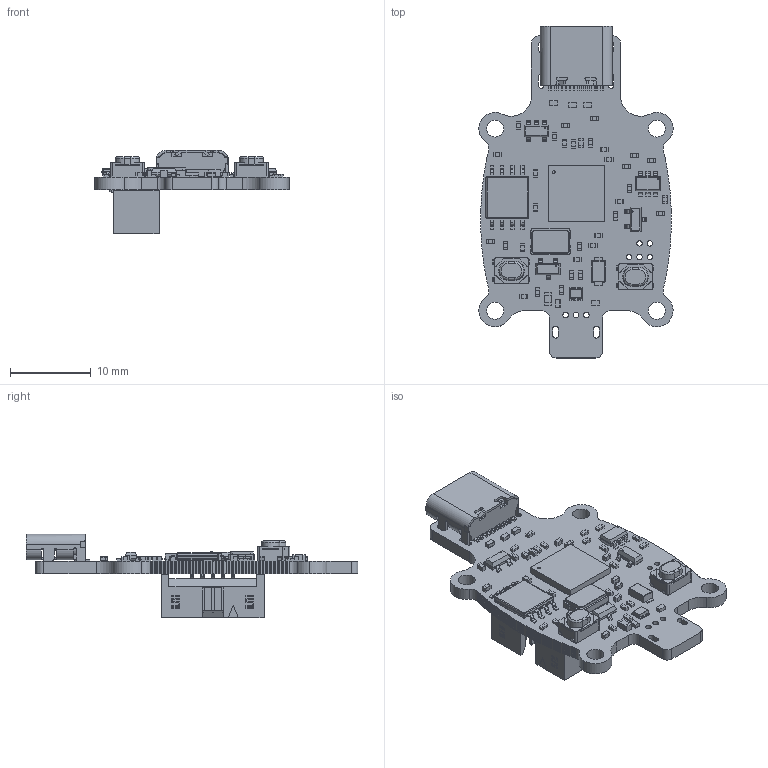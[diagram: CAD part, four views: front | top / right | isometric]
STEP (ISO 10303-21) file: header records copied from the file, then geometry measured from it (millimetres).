
FILE_DESCRIPTION(('Open CASCADE Model'),'2;1');
FILE_NAME('Open CASCADE Shape Model','2021-12-21T18:54:11',('Author'),( 'Open CASCADE'),'Open CASCADE STEP processor 6.8','Open CASCADE 6.8' ,'Unknown');
FILE_SCHEMA(('AUTOMOTIVE_DESIGN { 1 0 10303 214 1 1 1 1 }'));
Length unit declared in the file: millimetre
Products named in the file (90): PCB; Board; Open CASCADE STEP translator 6.8 3.1.1; U3; MSRC-RP2040; R15; 6088929808; Extruded; 6088929968; R10; J4; SHF-105-01-X-D-SM; T-1S71-XX-X_-01_[ESHF_-SM]; SHF-XX-D-LC_10_Position; FB1; 6088928048; 6088927888; D7; MSRC-Nexperia_SOT23; SW2; MSRC-UK-B0267-SP25Y; SW1; Q2; MSRC-SOT23; D3; MSRC-ON_SEMI_SOD123FL; D8; MSRC-RCLAMP0521P-N_v2; D6; D5; D4; MSRC-TZ-P4-1615RGBTCA1-0.55T_RGB8421504; D2; D1; U2; MSFT_TI_TPS61070DDCR; Model; X1; MSRC-TXC-Corp-7A12000053; U4 ...
Assembly tree (196 placements, depth 4):
  PCB
    Board
      Open CASCADE STEP translator 6.8 3.1.1
    U3
      MSRC-RP2040
    R15
      6088929808  x2
        Extruded
      6088929968
        Extruded
    R10
      6088929808  x2
        Extruded
      6088929968
        Extruded
    J4
      SHF-105-01-X-D-SM
        T-1S71-XX-X_-01_[ESHF_-SM]  x10
        SHF-XX-D-LC_10_Position
    FB1
      6088928048
        Extruded
      6088927888  x2
        Extruded
    D7
      MSRC-Nexperia_SOT23
    SW2
      MSRC-UK-B0267-SP25Y
    SW1
      MSRC-UK-B0267-SP25Y
    Q2
      MSRC-SOT23
    D3
      MSRC-ON_SEMI_SOD123FL
    D8
      MSRC-RCLAMP0521P-N_v2
    D6
      MSRC-RCLAMP0521P-N_v2
    D5
      MSRC-RCLAMP0521P-N_v2
    D4
      MSRC-TZ-P4-1615RGBTCA1-0.55T_RGB8421504
    D2
      MSRC-RCLAMP0521P-N_v2
    D1
      MSRC-RCLAMP0521P-N_v2
    U2
      MSFT_TI_TPS61070DDCR
        Model
    X1
      MSRC-TXC-Corp-7A12000053
    U4
      MSRC-8-Pin_SOIC_208-mil
    U1
      MSRC-SOT23-5
    R14
      6088927408  x2
        Extruded
      6088929968
        Extruded
Bounding box: 23.99 x 41.02 x 10.32 mm (x, y, z)
Volume: 1511.1 mm3; surface area: 3559.1 mm2
Topology: 278 solids, 278 shells, 3610 faces, 8409 edges, 5410 vertices
Faces by surface type: plane 2965, cylinder 541, sphere 64, cone 19, bspline 17, torus 4
Full cylindrical faces by diameter (mm): 0.15 x2, 0.152 x2, 0.175 x1, 0.3 x8, 0.351 x1, 0.5 x2, 0.65 x2, 0.66 x5, 0.71 x3, 0.8 x2, 2.1 x4
Entity records: 78701 total; most frequent: CARTESIAN_POINT 13019, DIRECTION 11873, ORIENTED_EDGE 11744, EDGE_CURVE 5872, LINE 5025, VECTOR 5025, VERTEX_POINT 3804, AXIS2_PLACEMENT_3D 3424
